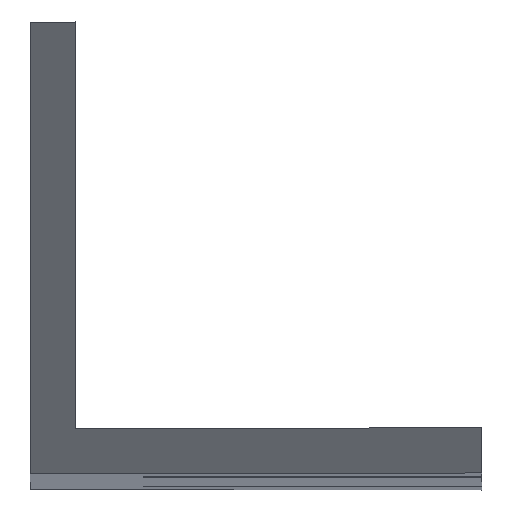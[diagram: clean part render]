
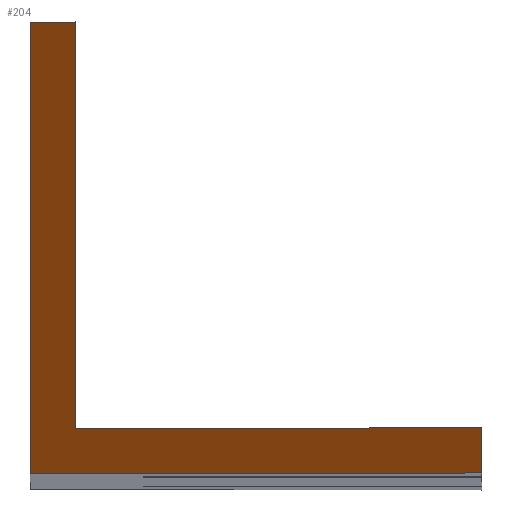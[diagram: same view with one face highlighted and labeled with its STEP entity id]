
A CAD part, top view. The second image highlights one B-rep face of the part: STEP entity #204.
In plain terms, the highlighted planar face has unit normal (-0.707, 0, 0.707).
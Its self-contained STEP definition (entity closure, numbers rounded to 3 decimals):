
#3 = FACE_OUTER_BOUND ( 'NONE', #12, .T. ) ;
#7 = CARTESIAN_POINT ( 'NONE',  ( 0., 20., 412. ) ) ;
#12 = EDGE_LOOP ( 'NONE', ( #170, #398, #323, #480, #174, #345 ) ) ;
#13 = EDGE_CURVE ( 'NONE', #260, #360, #495, .T. ) ;
#15 = DIRECTION ( 'NONE',  ( 0., 1., 0. ) ) ;
#27 = LINE ( 'NONE', #156, #346 ) ;
#40 = DIRECTION ( 'NONE',  ( 0.707, 0., 0.707 ) ) ;
#46 = DIRECTION ( 'NONE',  ( -0.707, 0., 0.707 ) ) ;
#54 = LINE ( 'NONE', #225, #551 ) ;
#57 = CARTESIAN_POINT ( 'NONE',  ( 2., 20., 414. ) ) ;
#59 = VECTOR ( 'NONE', #405, 1000. ) ;
#64 = CARTESIAN_POINT ( 'NONE',  ( 10., 0., 422. ) ) ;
#124 = VECTOR ( 'NONE', #145, 1000. ) ;
#145 = DIRECTION ( 'NONE',  ( 0.707, 0., 0.707 ) ) ;
#156 = CARTESIAN_POINT ( 'NONE',  ( 20., 2., 432. ) ) ;
#170 = ORIENTED_EDGE ( 'NONE', *, *, #13, .T. ) ;
#174 = ORIENTED_EDGE ( 'NONE', *, *, #428, .T. ) ;
#181 = EDGE_CURVE ( 'NONE', #360, #415, #27, .T. ) ;
#194 = CARTESIAN_POINT ( 'NONE',  ( 11., 2., 423. ) ) ;
#204 = ADVANCED_FACE ( 'NONE', ( #3 ), #221, .T. ) ;
#221 = PLANE ( 'NONE',  #252 ) ;
#225 = CARTESIAN_POINT ( 'NONE',  ( 11., 20., 423. ) ) ;
#229 = CARTESIAN_POINT ( 'NONE',  ( 20., 0., 432. ) ) ;
#252 = AXIS2_PLACEMENT_3D ( 'NONE', #442, #46, #40 ) ;
#260 = VERTEX_POINT ( 'NONE', #526 ) ;
#269 = CARTESIAN_POINT ( 'NONE',  ( 0., 25., 412. ) ) ;
#272 = LINE ( 'NONE', #269, #59 ) ;
#278 = VERTEX_POINT ( 'NONE', #387 ) ;
#284 = VECTOR ( 'NONE', #15, 1000. ) ;
#286 = DIRECTION ( 'NONE',  ( 0., 1., 0. ) ) ;
#309 = VERTEX_POINT ( 'NONE', #7 ) ;
#316 = DIRECTION ( 'NONE',  ( -0.707, 0., -0.707 ) ) ;
#323 = ORIENTED_EDGE ( 'NONE', *, *, #418, .T. ) ;
#345 = ORIENTED_EDGE ( 'NONE', *, *, #453, .T. ) ;
#346 = VECTOR ( 'NONE', #286, 1000. ) ;
#360 = VERTEX_POINT ( 'NONE', #229 ) ;
#367 = CARTESIAN_POINT ( 'NONE',  ( 2., 2., 414. ) ) ;
#383 = VECTOR ( 'NONE', #316, 1000. ) ;
#387 = CARTESIAN_POINT ( 'NONE',  ( 2., 20., 414. ) ) ;
#398 = ORIENTED_EDGE ( 'NONE', *, *, #181, .T. ) ;
#405 = DIRECTION ( 'NONE',  ( 0., -1., 0. ) ) ;
#414 = DIRECTION ( 'NONE',  ( -0.707, 0., -0.707 ) ) ;
#415 = VERTEX_POINT ( 'NONE', #538 ) ;
#418 = EDGE_CURVE ( 'NONE', #415, #564, #491, .T. ) ;
#428 = EDGE_CURVE ( 'NONE', #278, #309, #54, .T. ) ;
#442 = CARTESIAN_POINT ( 'NONE',  ( 20., 25., 432. ) ) ;
#450 = LINE ( 'NONE', #57, #284 ) ;
#453 = EDGE_CURVE ( 'NONE', #309, #260, #272, .T. ) ;
#461 = EDGE_CURVE ( 'NONE', #564, #278, #450, .T. ) ;
#480 = ORIENTED_EDGE ( 'NONE', *, *, #461, .T. ) ;
#491 = LINE ( 'NONE', #194, #383 ) ;
#495 = LINE ( 'NONE', #64, #124 ) ;
#526 = CARTESIAN_POINT ( 'NONE',  ( 0., 0., 412. ) ) ;
#538 = CARTESIAN_POINT ( 'NONE',  ( 20., 2., 432. ) ) ;
#551 = VECTOR ( 'NONE', #414, 1000. ) ;
#564 = VERTEX_POINT ( 'NONE', #367 ) ;
